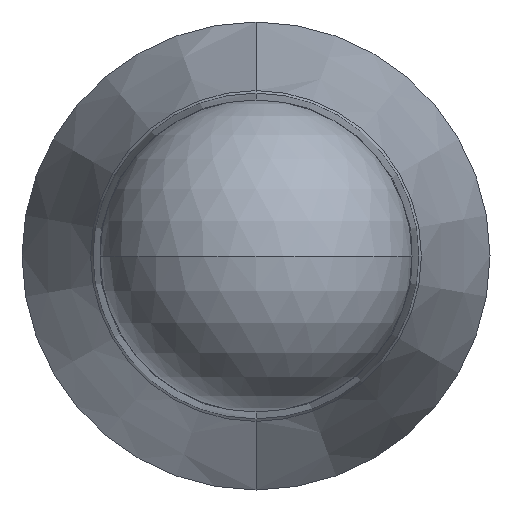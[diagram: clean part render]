
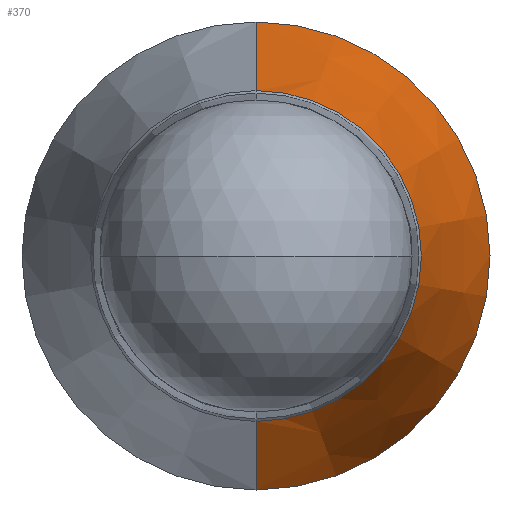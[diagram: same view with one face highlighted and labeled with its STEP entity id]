
A CAD part, front view. The second image highlights one B-rep face of the part: STEP entity #370.
In plain terms, the highlighted conical face has half-angle 15 degrees and reference radius 1.683 mm.
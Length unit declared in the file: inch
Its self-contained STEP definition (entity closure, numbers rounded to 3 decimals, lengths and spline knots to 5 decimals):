
#2 = DIRECTION ( 'NONE',  ( 0., 1., 0. ) ) ;
#8 = DIRECTION ( 'NONE',  ( 0., 0., 1. ) ) ;
#11 = CARTESIAN_POINT ( 'NONE',  ( 0., 0.5, -0.06625 ) ) ;
#35 = CONICAL_SURFACE ( 'NONE', #289, 0.06625, 0.262 ) ;
#37 = FACE_OUTER_BOUND ( 'NONE', #521, .T. ) ;
#44 = CIRCLE ( 'NONE', #502, 0.09375 ) ;
#84 = CARTESIAN_POINT ( 'NONE',  ( 0., 0.5, 0.06625 ) ) ;
#115 = DIRECTION ( 'NONE',  ( 0., 1., 0. ) ) ;
#156 = AXIS2_PLACEMENT_3D ( 'NONE', #470, #115, #8 ) ;
#192 = CARTESIAN_POINT ( 'NONE',  ( 0., 0.5, 0. ) ) ;
#228 = ORIENTED_EDGE ( 'NONE', *, *, #405, .F. ) ;
#231 = VERTEX_POINT ( 'NONE', #285 ) ;
#233 = EDGE_CURVE ( 'NONE', #465, #231, #499, .T. ) ;
#246 = DIRECTION ( 'NONE',  ( 0., 0.966, 0.259 ) ) ;
#280 = LINE ( 'NONE', #84, #299 ) ;
#285 = CARTESIAN_POINT ( 'NONE',  ( 0., 0.60263, -0.09375 ) ) ;
#287 = DIRECTION ( 'NONE',  ( 0., 0., 1. ) ) ;
#289 = AXIS2_PLACEMENT_3D ( 'NONE', #192, #435, #314 ) ;
#292 = CARTESIAN_POINT ( 'NONE',  ( 0., 0.5, -0.06625 ) ) ;
#299 = VECTOR ( 'NONE', #246, 39.37008 ) ;
#301 = VECTOR ( 'NONE', #491, 39.37008 ) ;
#314 = DIRECTION ( 'NONE',  ( 0., 0., 1. ) ) ;
#321 = CARTESIAN_POINT ( 'NONE',  ( 0., 0.60263, 0.09375 ) ) ;
#336 = CARTESIAN_POINT ( 'NONE',  ( 0., 0.5, 0.06625 ) ) ;
#367 = CIRCLE ( 'NONE', #156, 0.06625 ) ;
#369 = EDGE_CURVE ( 'NONE', #495, #465, #367, .T. ) ;
#370 = ADVANCED_FACE ( 'NONE', ( #37 ), #35, .T. ) ;
#380 = EDGE_CURVE ( 'NONE', #495, #403, #280, .T. ) ;
#403 = VERTEX_POINT ( 'NONE', #321 ) ;
#405 = EDGE_CURVE ( 'NONE', #403, #231, #44, .T. ) ;
#429 = ORIENTED_EDGE ( 'NONE', *, *, #380, .F. ) ;
#435 = DIRECTION ( 'NONE',  ( 0., 1., 0. ) ) ;
#465 = VERTEX_POINT ( 'NONE', #11 ) ;
#470 = CARTESIAN_POINT ( 'NONE',  ( 0., 0.5, 0. ) ) ;
#485 = ORIENTED_EDGE ( 'NONE', *, *, #233, .T. ) ;
#489 = CARTESIAN_POINT ( 'NONE',  ( 0., 0.60263, 0. ) ) ;
#491 = DIRECTION ( 'NONE',  ( 0., 0.966, -0.259 ) ) ;
#495 = VERTEX_POINT ( 'NONE', #336 ) ;
#499 = LINE ( 'NONE', #292, #301 ) ;
#502 = AXIS2_PLACEMENT_3D ( 'NONE', #489, #2, #287 ) ;
#514 = ORIENTED_EDGE ( 'NONE', *, *, #369, .T. ) ;
#521 = EDGE_LOOP ( 'NONE', ( #514, #485, #228, #429 ) ) ;
